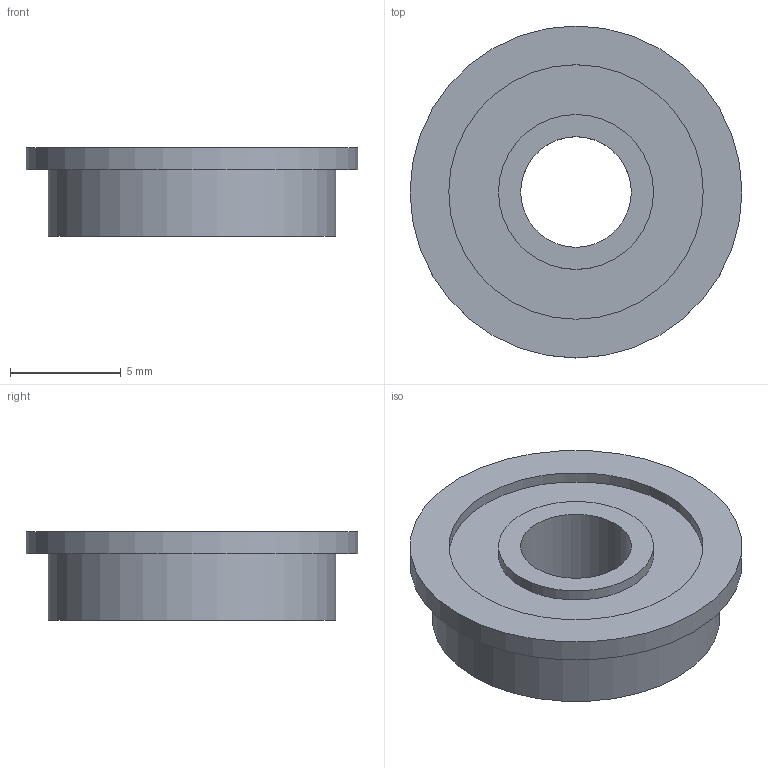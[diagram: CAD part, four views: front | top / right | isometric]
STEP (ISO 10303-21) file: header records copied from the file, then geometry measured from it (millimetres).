
FILE_DESCRIPTION(/* description */ (''),/* implementation_level */ '2;1');
FILE_NAME(/* name */ 'F695.step',/* time_stamp */ '2023-07-04T21:57:10+02:00',/* author */ (''),/* organization */ (''),/* preprocessor_version */ 'ST-DEVELOPER v19.2',/* originating_system */ 'Autodesk Translation Framework v12.6.0.85',/* authorisation */ '');
FILE_SCHEMA (('AUTOMOTIVE_DESIGN { 1 0 10303 214 3 1 1 }'));
Length unit declared in the file: millimetre
Products named in the file (1): F695
Bounding box: 15 x 15 x 4 mm (x, y, z)
Volume: 431 mm3; surface area: 604.8 mm2
Topology: 1 solids, 1 shells, 14 faces, 21 edges, 14 vertices
Faces by surface type: cylinder 7, plane 7
Full cylindrical faces by diameter (mm): 5 x1, 7 x2, 11.5 x2, 13 x1, 15 x1
Entity records: 382 total; most frequent: DIRECTION 65, CARTESIAN_POINT 50, ORIENTED_EDGE 42, AXIS2_PLACEMENT_3D 29, EDGE_LOOP 21, EDGE_CURVE 21, FACE_OUTER_BOUND 14, CIRCLE 14
